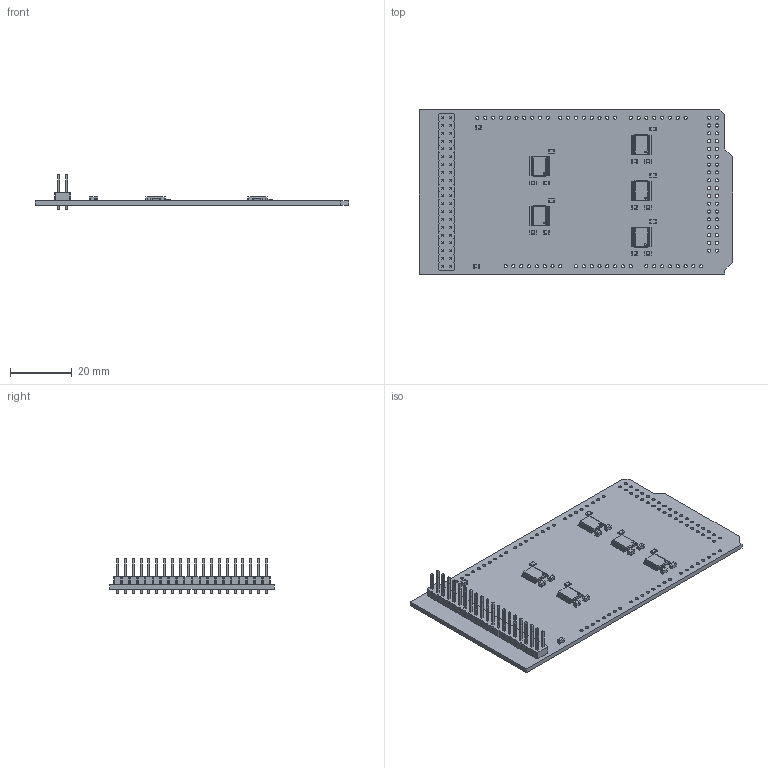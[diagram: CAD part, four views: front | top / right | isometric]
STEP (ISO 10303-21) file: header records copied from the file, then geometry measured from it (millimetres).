
FILE_DESCRIPTION(('KiCad electronic assembly'),'2;1');
FILE_NAME('Giga Shield.step','2025-09-09T15:45:29',('Pcbnew'),('Kicad'), 'Open CASCADE STEP processor 7.8','KiCad to STEP converter','Unknown' );
FILE_SCHEMA(('AUTOMOTIVE_DESIGN { 1 0 10303 214 1 1 1 1 }'));
Length unit declared in the file: millimetre
Products named in the file (6): Giga Shield 1; C_0805_2012Metric; TSSOP-20_4.4x6.5mm_P0.65mm; PinHeader_2x20_P2.54mm_Vertical; R_0805_2012Metric; Giga Shield_PCB
Assembly tree (24 placements, depth 2):
  Giga Shield 1
    C_0805_2012Metric  x12
    TSSOP-20_4.4x6.5mm_P0.65mm  x5
    PinHeader_2x20_P2.54mm_Vertical
    R_0805_2012Metric  x5
    Giga Shield_PCB
Bounding box: 101.6 x 53.34 x 11.54 mm (x, y, z)
Volume: 8954.2 mm3; surface area: 14019.5 mm2
Topology: 24 solids, 24 shells, 3082 faces, 8000 edges, 5075 vertices
Faces by surface type: plane 2292, cylinder 710, bspline 80
Full cylindrical faces by diameter (mm): 1 x40, 1.016 x86
Entity records: 49539 total; most frequent: CARTESIAN_POINT 6982, ORIENTED_EDGE 6792, DIRECTION 6567, EDGE_CURVE 3396, LINE 2919, VECTOR 2919, VERTEX_POINT 2127, AXIS2_PLACEMENT_3D 1824
